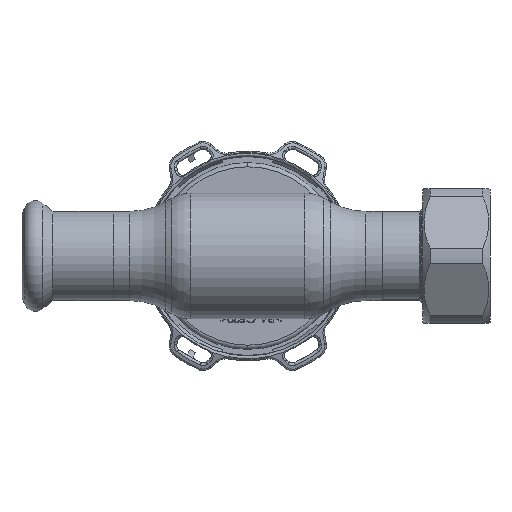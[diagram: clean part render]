
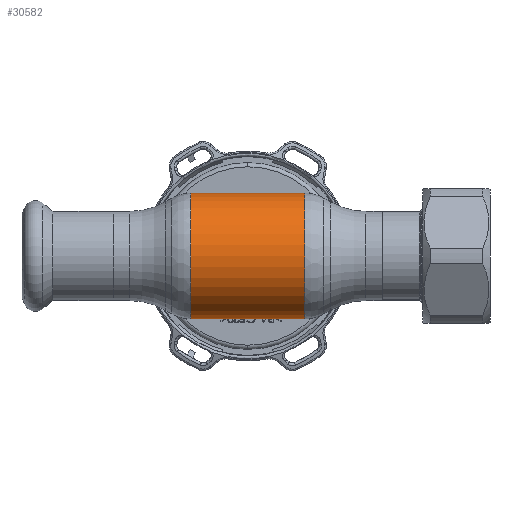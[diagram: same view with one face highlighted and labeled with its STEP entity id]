
A CAD part, front view. The second image highlights one B-rep face of the part: STEP entity #30582.
In plain terms, the highlighted cylindrical face has radius 15 mm (diameter 30 mm), a partial arc.
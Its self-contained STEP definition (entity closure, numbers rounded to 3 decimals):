
#1116 = VERTEX_POINT ( 'NONE', #13454 ) ;
#2162 = DIRECTION ( 'NONE',  ( -1., 0., 0. ) ) ;
#2525 = CARTESIAN_POINT ( 'NONE',  ( -13.588, 0., 15. ) ) ;
#2894 = ORIENTED_EDGE ( 'NONE', *, *, #30988, .T. ) ;
#4168 = DIRECTION ( 'NONE',  ( -1., 0., 0. ) ) ;
#4211 = DIRECTION ( 'NONE',  ( 0., 0., 1. ) ) ;
#4271 = VECTOR ( 'NONE', #2162, 1000. ) ;
#5644 = LINE ( 'NONE', #20738, #4271 ) ;
#5824 = LINE ( 'NONE', #27913, #39755 ) ;
#6623 = CIRCLE ( 'NONE', #30180, 15. ) ;
#7872 = CARTESIAN_POINT ( 'NONE',  ( -13.588, 0., 0. ) ) ;
#8311 = EDGE_LOOP ( 'NONE', ( #22486, #20763, #2894, #26080 ) ) ;
#10226 = EDGE_CURVE ( 'NONE', #20487, #1116, #27013, .T. ) ;
#10337 = DIRECTION ( 'NONE',  ( -1., 0., 0. ) ) ;
#11725 = DIRECTION ( 'NONE',  ( -1., 0., 0. ) ) ;
#13454 = CARTESIAN_POINT ( 'NONE',  ( 13.588, 0., 15. ) ) ;
#14997 = CYLINDRICAL_SURFACE ( 'NONE', #33611, 15. ) ;
#16436 = DIRECTION ( 'NONE',  ( 0., 0., 1. ) ) ;
#19856 = CARTESIAN_POINT ( 'NONE',  ( -13.588, 0., -15. ) ) ;
#20487 = VERTEX_POINT ( 'NONE', #24281 ) ;
#20738 = CARTESIAN_POINT ( 'NONE',  ( -62.69, 0., 15. ) ) ;
#20763 = ORIENTED_EDGE ( 'NONE', *, *, #10226, .T. ) ;
#21779 = AXIS2_PLACEMENT_3D ( 'NONE', #22551, #4168, #16436 ) ;
#21919 = CARTESIAN_POINT ( 'NONE',  ( -62.69, 0., 0. ) ) ;
#21956 = DIRECTION ( 'NONE',  ( -1., 0., 0. ) ) ;
#22486 = ORIENTED_EDGE ( 'NONE', *, *, #25274, .F. ) ;
#22551 = CARTESIAN_POINT ( 'NONE',  ( 13.588, 0., 0. ) ) ;
#24281 = CARTESIAN_POINT ( 'NONE',  ( 13.588, 0., -15. ) ) ;
#25274 = EDGE_CURVE ( 'NONE', #20487, #40498, #5824, .T. ) ;
#26080 = ORIENTED_EDGE ( 'NONE', *, *, #39052, .F. ) ;
#27013 = CIRCLE ( 'NONE', #21779, 15. ) ;
#27261 = DIRECTION ( 'NONE',  ( 0., 0., 1. ) ) ;
#27913 = CARTESIAN_POINT ( 'NONE',  ( -62.69, 0., -15. ) ) ;
#30180 = AXIS2_PLACEMENT_3D ( 'NONE', #7872, #10337, #4211 ) ;
#30582 = ADVANCED_FACE ( 'NONE', ( #33804 ), #14997, .T. ) ;
#30988 = EDGE_CURVE ( 'NONE', #1116, #34527, #5644, .T. ) ;
#33611 = AXIS2_PLACEMENT_3D ( 'NONE', #21919, #11725, #27261 ) ;
#33804 = FACE_OUTER_BOUND ( 'NONE', #8311, .T. ) ;
#34527 = VERTEX_POINT ( 'NONE', #2525 ) ;
#39052 = EDGE_CURVE ( 'NONE', #40498, #34527, #6623, .T. ) ;
#39755 = VECTOR ( 'NONE', #21956, 1000. ) ;
#40498 = VERTEX_POINT ( 'NONE', #19856 ) ;
